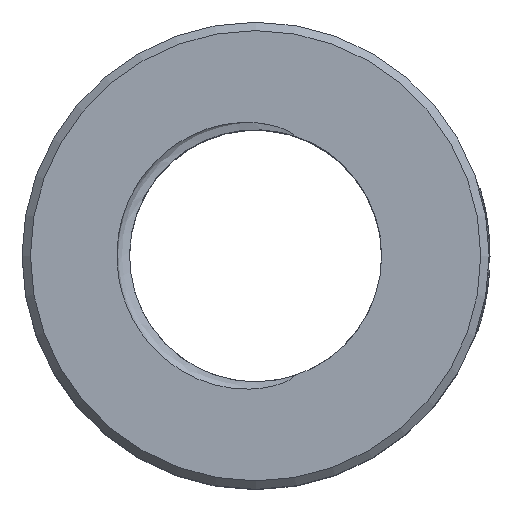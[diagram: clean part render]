
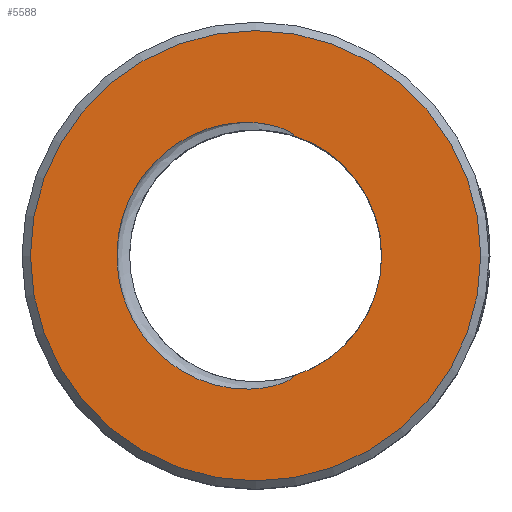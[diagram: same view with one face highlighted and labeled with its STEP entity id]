
A CAD part, top view. The second image highlights one B-rep face of the part: STEP entity #5588.
In plain terms, the highlighted planar face has unit normal (0, 0, 1).
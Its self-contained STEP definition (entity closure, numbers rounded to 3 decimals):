
#155=PLANE('',#5996);
#380=B_SPLINE_CURVE_WITH_KNOTS('',3,(#11530,#11531,#11532,#11533,#11534,
#11535,#11536,#11537,#11538,#11539,#11540,#11541,#11542,#11543,#11544,#11545,
#11546,#11547,#11548,#11549,#11550,#11551,#11552,#11553,#11554,#11555,#11556,
#11557,#11558,#11559,#11560,#11561,#11562,#11563,#11564,#11565,#11566,#11567,
#11568,#11569,#11570,#11571,#11572,#11573,#11574,#11575),.UNSPECIFIED.,
 .F.,.F.,(4,2,2,2,2,2,2,2,2,2,2,2,2,2,2,2,2,2,2,2,2,2,4),(-0.241,
-0.241,-0.24,-0.24,-0.237,
-0.23,-0.215,-0.2,-0.181,
-0.156,-0.133,-0.12,-0.097,
-0.073,-0.06,-0.041,-0.026,
-0.011,-0.004,-0.001,-0.001,
0.,0.),.UNSPECIFIED.);
#522=FACE_BOUND('',#948,.T.);
#627=FACE_OUTER_BOUND('',#947,.T.);
#947=EDGE_LOOP('',(#3890));
#948=EDGE_LOOP('',(#3891,#3892,#3893));
#1295=CIRCLE('',#5982,1.5);
#1296=CIRCLE('',#5984,2.68);
#1297=CIRCLE('',#5986,1.5);
#2401=VERTEX_POINT('',#10024);
#2403=VERTEX_POINT('',#10027);
#2404=VERTEX_POINT('',#10076);
#2405=VERTEX_POINT('',#11529);
#2964=EDGE_CURVE('',#2403,#2401,#1295,.T.);
#2967=EDGE_CURVE('',#2404,#2404,#1296,.T.);
#2968=EDGE_CURVE('',#2403,#2405,#380,.T.);
#2972=EDGE_CURVE('',#2401,#2405,#1297,.T.);
#3890=ORIENTED_EDGE('',*,*,#2967,.T.);
#3891=ORIENTED_EDGE('',*,*,#2968,.F.);
#3892=ORIENTED_EDGE('',*,*,#2964,.T.);
#3893=ORIENTED_EDGE('',*,*,#2972,.T.);
#5588=ADVANCED_FACE('',(#627,#522),#155,.T.);
#5982=AXIS2_PLACEMENT_3D('',#10028,#6501,#6502);
#5984=AXIS2_PLACEMENT_3D('',#10078,#6506,#6507);
#5986=AXIS2_PLACEMENT_3D('',#11856,#6510,#6511);
#5996=AXIS2_PLACEMENT_3D('',#12132,#6564,#6565);
#6501=DIRECTION('center_axis',(0.,0.,-1.));
#6502=DIRECTION('ref_axis',(-1.,0.,0.));
#6506=DIRECTION('center_axis',(0.,0.,1.));
#6507=DIRECTION('ref_axis',(1.,0.,0.));
#6510=DIRECTION('center_axis',(0.,0.,-1.));
#6511=DIRECTION('ref_axis',(-1.,0.,0.));
#6564=DIRECTION('center_axis',(0.,0.,1.));
#6565=DIRECTION('ref_axis',(1.,0.,0.));
#10024=CARTESIAN_POINT('',(1.5,0.,3.01));
#10027=CARTESIAN_POINT('',(0.454,1.43,3.01));
#10028=CARTESIAN_POINT('Origin',(0.,0.,3.01));
#10076=CARTESIAN_POINT('',(2.68,0.,3.01));
#10078=CARTESIAN_POINT('Origin',(0.,0.,3.01));
#11529=CARTESIAN_POINT('',(0.454,-1.43,3.01));
#11530=CARTESIAN_POINT('Ctrl Pts',(0.454,1.43,3.01));
#11531=CARTESIAN_POINT('Ctrl Pts',(0.454,1.431,3.01));
#11532=CARTESIAN_POINT('Ctrl Pts',(0.454,1.431,3.01));
#11533=CARTESIAN_POINT('Ctrl Pts',(0.454,1.433,3.01));
#11534=CARTESIAN_POINT('Ctrl Pts',(0.454,1.434,3.01));
#11535=CARTESIAN_POINT('Ctrl Pts',(0.453,1.438,3.01));
#11536=CARTESIAN_POINT('Ctrl Pts',(0.452,1.44,3.01));
#11537=CARTESIAN_POINT('Ctrl Pts',(0.446,1.448,3.01));
#11538=CARTESIAN_POINT('Ctrl Pts',(0.438,1.455,3.01));
#11539=CARTESIAN_POINT('Ctrl Pts',(0.411,1.474,3.01));
#11540=CARTESIAN_POINT('Ctrl Pts',(0.378,1.492,3.01));
#11541=CARTESIAN_POINT('Ctrl Pts',(0.25,1.543,3.01));
#11542=CARTESIAN_POINT('Ctrl Pts',(0.123,1.577,3.01));
#11543=CARTESIAN_POINT('Ctrl Pts',(-0.191,1.594,
3.01));
#11544=CARTESIAN_POINT('Ctrl Pts',(-0.35,1.575,
3.01));
#11545=CARTESIAN_POINT('Ctrl Pts',(-0.71,1.474,
3.01));
#11546=CARTESIAN_POINT('Ctrl Pts',(-0.88,1.378,
3.01));
#11547=CARTESIAN_POINT('Ctrl Pts',(-1.171,1.161,3.01));
#11548=CARTESIAN_POINT('Ctrl Pts',(-1.307,1.012,3.01));
#11549=CARTESIAN_POINT('Ctrl Pts',(-1.515,0.675,
3.01));
#11550=CARTESIAN_POINT('Ctrl Pts',(-1.586,0.49,3.01));
#11551=CARTESIAN_POINT('Ctrl Pts',(-1.641,0.199,
3.01));
#11552=CARTESIAN_POINT('Ctrl Pts',(-1.65,0.099,
3.01));
#11553=CARTESIAN_POINT('Ctrl Pts',(-1.65,-0.196,
3.01));
#11554=CARTESIAN_POINT('Ctrl Pts',(-1.615,-0.388,
3.01));
#11555=CARTESIAN_POINT('Ctrl Pts',(-1.475,-0.755,
3.01));
#11556=CARTESIAN_POINT('Ctrl Pts',(-1.371,-0.926,
3.01));
#11557=CARTESIAN_POINT('Ctrl Pts',(-1.171,-1.148,
3.01));
#11558=CARTESIAN_POINT('Ctrl Pts',(-1.095,-1.217,
3.01));
#11559=CARTESIAN_POINT('Ctrl Pts',(-0.883,-1.377,
3.01));
#11560=CARTESIAN_POINT('Ctrl Pts',(-0.713,-1.473,
3.01));
#11561=CARTESIAN_POINT('Ctrl Pts',(-0.353,-1.575,
3.01));
#11562=CARTESIAN_POINT('Ctrl Pts',(-0.194,-1.594,
3.01));
#11563=CARTESIAN_POINT('Ctrl Pts',(0.121,-1.577,3.01));
#11564=CARTESIAN_POINT('Ctrl Pts',(0.248,-1.544,
3.01));
#11565=CARTESIAN_POINT('Ctrl Pts',(0.376,-1.493,3.01));
#11566=CARTESIAN_POINT('Ctrl Pts',(0.411,-1.475,
3.01));
#11567=CARTESIAN_POINT('Ctrl Pts',(0.438,-1.455,
3.01));
#11568=CARTESIAN_POINT('Ctrl Pts',(0.446,-1.448,
3.01));
#11569=CARTESIAN_POINT('Ctrl Pts',(0.452,-1.44,
3.01));
#11570=CARTESIAN_POINT('Ctrl Pts',(0.453,-1.438,
3.01));
#11571=CARTESIAN_POINT('Ctrl Pts',(0.454,-1.434,
3.01));
#11572=CARTESIAN_POINT('Ctrl Pts',(0.454,-1.433,
3.01));
#11573=CARTESIAN_POINT('Ctrl Pts',(0.454,-1.431,
3.01));
#11574=CARTESIAN_POINT('Ctrl Pts',(0.454,-1.431,
3.01));
#11575=CARTESIAN_POINT('Ctrl Pts',(0.454,-1.43,
3.01));
#11856=CARTESIAN_POINT('Origin',(0.,0.,3.01));
#12132=CARTESIAN_POINT('Origin',(0.,0.,3.01));
